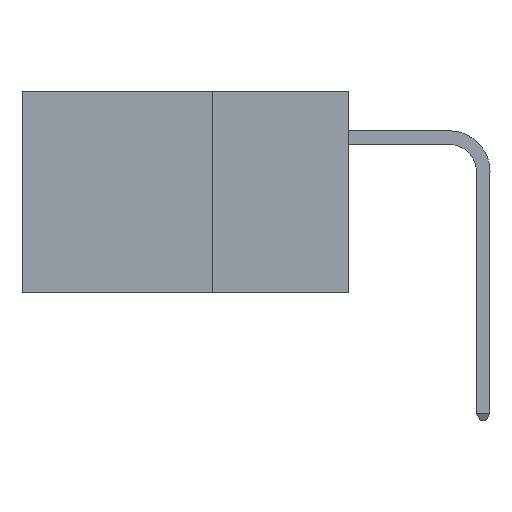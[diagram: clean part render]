
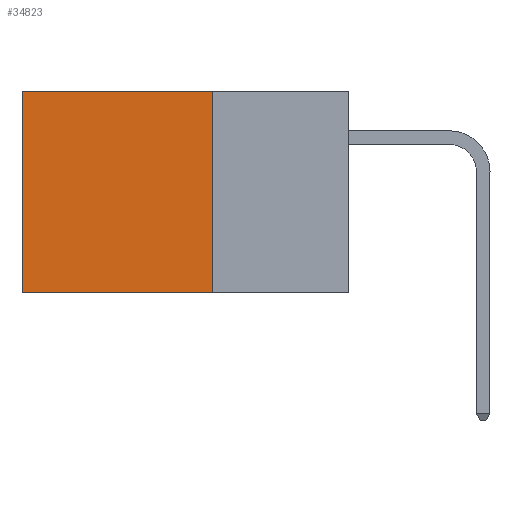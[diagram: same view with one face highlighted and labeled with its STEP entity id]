
A CAD part, left-side view. The second image highlights one B-rep face of the part: STEP entity #34823.
In plain terms, the highlighted planar face has unit normal (-1, 0, 0).
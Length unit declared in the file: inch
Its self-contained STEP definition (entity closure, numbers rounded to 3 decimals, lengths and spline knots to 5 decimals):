
#342 = CARTESIAN_POINT ( 'NONE',  ( 0.2875, 0.25, 0. ) ) ;
#699 = DIRECTION ( 'NONE',  ( 0., 1., 0. ) ) ;
#1026 = PLANE ( 'NONE',  #7860 ) ;
#1715 = CARTESIAN_POINT ( 'NONE',  ( 0.2875, 0.6, -0.37 ) ) ;
#2643 = ORIENTED_EDGE ( 'NONE', *, *, #3454, .F. ) ;
#2961 = EDGE_CURVE ( 'NONE', #33448, #3380, #18631, .T. ) ;
#3380 = VERTEX_POINT ( 'NONE', #1715 ) ;
#3454 = EDGE_CURVE ( 'NONE', #19818, #14694, #9268, .T. ) ;
#3647 = EDGE_CURVE ( 'NONE', #14694, #3380, #35805, .T. ) ;
#3908 = DIRECTION ( 'NONE',  ( 1., 0., 0. ) ) ;
#5520 = LINE ( 'NONE', #342, #12293 ) ;
#7159 = ORIENTED_EDGE ( 'NONE', *, *, #3647, .F. ) ;
#7860 = AXIS2_PLACEMENT_3D ( 'NONE', #12410, #3908, #23761 ) ;
#9207 = CARTESIAN_POINT ( 'NONE',  ( 0.2875, 0.25, -0.37 ) ) ;
#9268 = LINE ( 'NONE', #27898, #29867 ) ;
#10939 = EDGE_LOOP ( 'NONE', ( #26256, #7159, #2643, #25017 ) ) ;
#12293 = VECTOR ( 'NONE', #31359, 39.37008 ) ;
#12410 = CARTESIAN_POINT ( 'NONE',  ( 0.2875, 0.25, 0. ) ) ;
#14083 = CARTESIAN_POINT ( 'NONE',  ( 0.2875, 0.6, 0. ) ) ;
#14694 = VERTEX_POINT ( 'NONE', #34056 ) ;
#16931 = DIRECTION ( 'NONE',  ( 0., 0., -1. ) ) ;
#18631 = LINE ( 'NONE', #14083, #33293 ) ;
#19818 = VERTEX_POINT ( 'NONE', #28376 ) ;
#21265 = EDGE_CURVE ( 'NONE', #19818, #33448, #5520, .T. ) ;
#23761 = DIRECTION ( 'NONE',  ( 0., 0., -1. ) ) ;
#25017 = ORIENTED_EDGE ( 'NONE', *, *, #21265, .T. ) ;
#26256 = ORIENTED_EDGE ( 'NONE', *, *, #2961, .T. ) ;
#27898 = CARTESIAN_POINT ( 'NONE',  ( 0.2875, 0.25, 0. ) ) ;
#28376 = CARTESIAN_POINT ( 'NONE',  ( 0.2875, 0.25, 0. ) ) ;
#28584 = VECTOR ( 'NONE', #699, 39.37008 ) ;
#29707 = FACE_OUTER_BOUND ( 'NONE', #10939, .T. ) ;
#29867 = VECTOR ( 'NONE', #35999, 39.37008 ) ;
#31359 = DIRECTION ( 'NONE',  ( 0., 1., 0. ) ) ;
#33253 = CARTESIAN_POINT ( 'NONE',  ( 0.2875, 0.6, 0. ) ) ;
#33293 = VECTOR ( 'NONE', #16931, 39.37008 ) ;
#33448 = VERTEX_POINT ( 'NONE', #33253 ) ;
#34056 = CARTESIAN_POINT ( 'NONE',  ( 0.2875, 0.25, -0.37 ) ) ;
#34823 = ADVANCED_FACE ( 'NONE', ( #29707 ), #1026, .F. ) ;
#35805 = LINE ( 'NONE', #9207, #28584 ) ;
#35999 = DIRECTION ( 'NONE',  ( 0., 0., -1. ) ) ;
